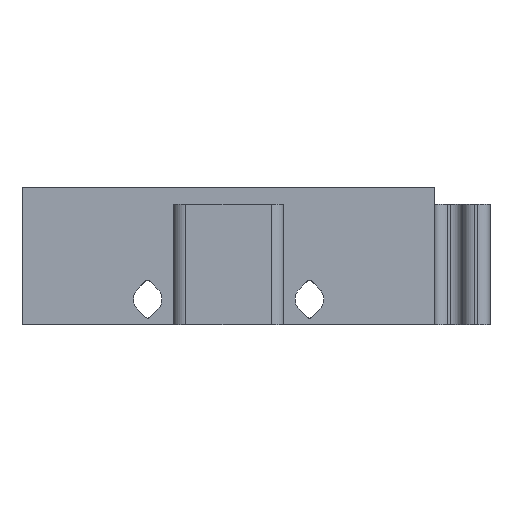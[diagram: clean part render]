
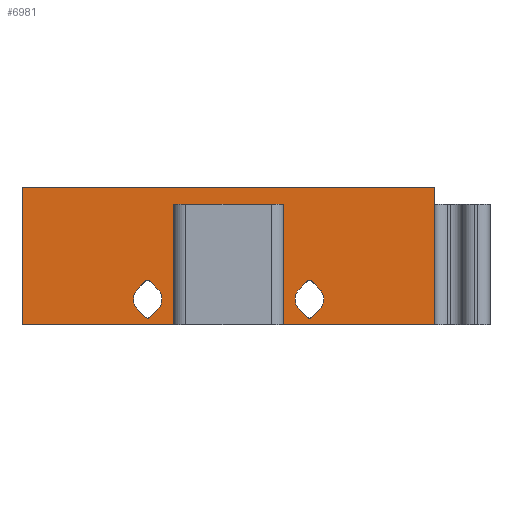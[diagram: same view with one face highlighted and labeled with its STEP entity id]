
A CAD part, front view. The second image highlights one B-rep face of the part: STEP entity #6981.
In plain terms, the highlighted planar face has unit normal (0, -1, 0).
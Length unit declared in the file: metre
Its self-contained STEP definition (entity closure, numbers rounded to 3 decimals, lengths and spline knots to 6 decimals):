
#136=CIRCLE('',#7442,0.0004);
#146=CIRCLE('',#7468,0.002075);
#147=CIRCLE('',#7469,0.0004);
#148=CIRCLE('',#7470,0.002075);
#149=CIRCLE('',#7471,0.0004);
#150=CIRCLE('',#7472,0.002075);
#151=CIRCLE('',#7473,0.002075);
#152=CIRCLE('',#7474,0.0004);
#378=PLANE('',#7467);
#556=LINE('',#10047,#1250);
#700=LINE('',#10529,#1394);
#708=LINE('',#10561,#1402);
#835=LINE('',#10952,#1529);
#836=LINE('',#10957,#1530);
#837=LINE('',#10961,#1531);
#838=LINE('',#10965,#1532);
#839=LINE('',#10968,#1533);
#840=LINE('',#10969,#1534);
#841=LINE('',#10970,#1535);
#842=LINE('',#10972,#1536);
#843=LINE('',#10974,#1537);
#844=LINE('',#10978,#1538);
#845=LINE('',#10979,#1539);
#846=LINE('',#10983,#1540);
#847=LINE('',#10987,#1541);
#1250=VECTOR('',#7824,1.);
#1394=VECTOR('',#8114,1.);
#1402=VECTOR('',#8138,1.);
#1529=VECTOR('',#8487,1.);
#1530=VECTOR('',#8490,1.);
#1531=VECTOR('',#8493,1.);
#1532=VECTOR('',#8496,1.);
#1533=VECTOR('',#8499,1.);
#1534=VECTOR('',#8500,1.);
#1535=VECTOR('',#8501,1.);
#1536=VECTOR('',#8502,1.);
#1537=VECTOR('',#8503,1.);
#1538=VECTOR('',#8506,1.);
#1539=VECTOR('',#8507,1.);
#1540=VECTOR('',#8510,1.);
#1541=VECTOR('',#8513,1.);
#2580=ORIENTED_EDGE('',*,*,#4580,.F.);
#2581=ORIENTED_EDGE('',*,*,#4581,.T.);
#2582=ORIENTED_EDGE('',*,*,#4582,.F.);
#2583=ORIENTED_EDGE('',*,*,#4583,.T.);
#2584=ORIENTED_EDGE('',*,*,#4584,.T.);
#2585=ORIENTED_EDGE('',*,*,#4585,.T.);
#2586=ORIENTED_EDGE('',*,*,#4586,.T.);
#2587=ORIENTED_EDGE('',*,*,#4587,.T.);
#2588=ORIENTED_EDGE('',*,*,#4588,.T.);
#2589=ORIENTED_EDGE('',*,*,#4160,.F.);
#2590=ORIENTED_EDGE('',*,*,#4589,.T.);
#2591=ORIENTED_EDGE('',*,*,#4386,.T.);
#2592=ORIENTED_EDGE('',*,*,#4590,.F.);
#2593=ORIENTED_EDGE('',*,*,#4591,.F.);
#2594=ORIENTED_EDGE('',*,*,#4592,.T.);
#2595=ORIENTED_EDGE('',*,*,#4370,.T.);
#2596=ORIENTED_EDGE('',*,*,#4593,.F.);
#2597=ORIENTED_EDGE('',*,*,#4594,.T.);
#2598=ORIENTED_EDGE('',*,*,#4546,.F.);
#2599=ORIENTED_EDGE('',*,*,#4595,.F.);
#2600=ORIENTED_EDGE('',*,*,#4596,.F.);
#2601=ORIENTED_EDGE('',*,*,#4597,.F.);
#2602=ORIENTED_EDGE('',*,*,#4598,.F.);
#2603=ORIENTED_EDGE('',*,*,#4599,.T.);
#4160=EDGE_CURVE('',#5204,#5205,#556,.F.);
#4370=EDGE_CURVE('',#5399,#5398,#700,.F.);
#4386=EDGE_CURVE('',#5347,#5414,#708,.F.);
#4546=EDGE_CURVE('',#5542,#5543,#136,.F.);
#4580=EDGE_CURVE('',#5568,#5569,#835,.T.);
#4581=EDGE_CURVE('',#5568,#5570,#146,.T.);
#4582=EDGE_CURVE('',#5571,#5570,#836,.T.);
#4583=EDGE_CURVE('',#5571,#5572,#147,.T.);
#4584=EDGE_CURVE('',#5572,#5573,#837,.T.);
#4585=EDGE_CURVE('',#5573,#5574,#148,.T.);
#4586=EDGE_CURVE('',#5574,#5575,#838,.T.);
#4587=EDGE_CURVE('',#5575,#5569,#149,.T.);
#4588=EDGE_CURVE('',#5398,#5205,#839,.T.);
#4589=EDGE_CURVE('',#5204,#5347,#840,.T.);
#4590=EDGE_CURVE('',#5576,#5414,#841,.T.);
#4591=EDGE_CURVE('',#5577,#5576,#842,.T.);
#4592=EDGE_CURVE('',#5577,#5399,#843,.F.);
#4593=EDGE_CURVE('',#5578,#5579,#150,.F.);
#4594=EDGE_CURVE('',#5578,#5543,#844,.T.);
#4595=EDGE_CURVE('',#5580,#5542,#845,.T.);
#4596=EDGE_CURVE('',#5581,#5580,#151,.F.);
#4597=EDGE_CURVE('',#5582,#5581,#846,.T.);
#4598=EDGE_CURVE('',#5583,#5582,#152,.F.);
#4599=EDGE_CURVE('',#5583,#5579,#847,.T.);
#5204=VERTEX_POINT('',#10048);
#5205=VERTEX_POINT('',#10049);
#5347=VERTEX_POINT('',#10427);
#5398=VERTEX_POINT('',#10528);
#5399=VERTEX_POINT('',#10530);
#5414=VERTEX_POINT('',#10560);
#5542=VERTEX_POINT('',#10883);
#5543=VERTEX_POINT('',#10885);
#5568=VERTEX_POINT('',#10953);
#5569=VERTEX_POINT('',#10954);
#5570=VERTEX_POINT('',#10956);
#5571=VERTEX_POINT('',#10958);
#5572=VERTEX_POINT('',#10960);
#5573=VERTEX_POINT('',#10962);
#5574=VERTEX_POINT('',#10964);
#5575=VERTEX_POINT('',#10966);
#5576=VERTEX_POINT('',#10971);
#5577=VERTEX_POINT('',#10973);
#5578=VERTEX_POINT('',#10976);
#5579=VERTEX_POINT('',#10977);
#5580=VERTEX_POINT('',#10980);
#5581=VERTEX_POINT('',#10982);
#5582=VERTEX_POINT('',#10984);
#5583=VERTEX_POINT('',#10986);
#6137=EDGE_LOOP('',(#2580,#2581,#2582,#2583,#2584,#2585,#2586,#2587));
#6138=EDGE_LOOP('',(#2588,#2589,#2590,#2591,#2592,#2593,#2594,#2595));
#6139=EDGE_LOOP('',(#2596,#2597,#2598,#2599,#2600,#2601,#2602,#2603));
#6533=FACE_BOUND('',#6137,.T.);
#6534=FACE_BOUND('',#6138,.T.);
#6535=FACE_BOUND('',#6139,.T.);
#6981=ADVANCED_FACE('',(#6533,#6534,#6535),#378,.F.);
#7442=AXIS2_PLACEMENT_3D('',#10884,#8418,#8419);
#7467=AXIS2_PLACEMENT_3D('',#10951,#8485,#8486);
#7468=AXIS2_PLACEMENT_3D('',#10955,#8488,#8489);
#7469=AXIS2_PLACEMENT_3D('',#10959,#8491,#8492);
#7470=AXIS2_PLACEMENT_3D('',#10963,#8494,#8495);
#7471=AXIS2_PLACEMENT_3D('',#10967,#8497,#8498);
#7472=AXIS2_PLACEMENT_3D('',#10975,#8504,#8505);
#7473=AXIS2_PLACEMENT_3D('',#10981,#8508,#8509);
#7474=AXIS2_PLACEMENT_3D('',#10985,#8511,#8512);
#7824=DIRECTION('',(-1.,0.,0.));
#8114=DIRECTION('',(-1.,0.,0.));
#8138=DIRECTION('',(-1.,0.,0.));
#8418=DIRECTION('',(0.,1.,0.));
#8419=DIRECTION('',(-1.,0.,0.));
#8485=DIRECTION('',(0.,1.,0.));
#8486=DIRECTION('',(-1.,0.,0.));
#8487=DIRECTION('',(0.707,0.,-0.707));
#8488=DIRECTION('',(0.,1.,0.));
#8489=DIRECTION('',(-1.,0.,0.));
#8490=DIRECTION('',(-0.707,0.,-0.707));
#8491=DIRECTION('',(0.,1.,0.));
#8492=DIRECTION('',(-1.,0.,0.));
#8493=DIRECTION('',(0.707,0.,-0.707));
#8494=DIRECTION('',(0.,1.,0.));
#8495=DIRECTION('',(-1.,0.,0.));
#8496=DIRECTION('',(-0.707,0.,-0.707));
#8497=DIRECTION('',(0.,1.,0.));
#8498=DIRECTION('',(-1.,0.,0.));
#8499=DIRECTION('',(0.,0.,1.));
#8500=DIRECTION('',(0.,0.,-1.));
#8501=DIRECTION('',(0.,0.,-1.));
#8502=DIRECTION('',(-1.,0.,0.));
#8503=DIRECTION('',(0.,0.,1.));
#8504=DIRECTION('',(0.,1.,0.));
#8505=DIRECTION('',(-1.,0.,0.));
#8506=DIRECTION('',(-0.707,0.,-0.707));
#8507=DIRECTION('',(0.707,0.,-0.707));
#8508=DIRECTION('',(0.,1.,0.));
#8509=DIRECTION('',(-1.,0.,0.));
#8510=DIRECTION('',(-0.707,0.,-0.707));
#8511=DIRECTION('',(0.,1.,0.));
#8512=DIRECTION('',(-1.,0.,0.));
#8513=DIRECTION('',(0.707,0.,-0.707));
#10047=CARTESIAN_POINT('',(0.617889,1.410025,0.38));
#10048=CARTESIAN_POINT('',(0.51,1.410025,0.38));
#10049=CARTESIAN_POINT('',(0.569975,1.410025,0.38));
#10427=CARTESIAN_POINT('',(0.51,1.410025,0.36));
#10528=CARTESIAN_POINT('',(0.569975,1.410025,0.36));
#10529=CARTESIAN_POINT('',(0.617889,1.410025,0.36));
#10530=CARTESIAN_POINT('',(0.545778,1.410025,0.36));
#10560=CARTESIAN_POINT('',(0.534222,1.410025,0.36));
#10561=CARTESIAN_POINT('',(0.497889,1.410025,0.36));
#10883=CARTESIAN_POINT('',(0.551451,1.410025,0.361082));
#10884=CARTESIAN_POINT('',(0.551733,1.410025,0.361365));
#10885=CARTESIAN_POINT('',(0.552016,1.410025,0.361082));
#10951=CARTESIAN_POINT('',(0.617889,1.410025,0.38));
#10952=CARTESIAN_POINT('',(0.563477,1.410025,0.325588));
#10953=CARTESIAN_POINT('',(0.526799,1.410025,0.362266));
#10954=CARTESIAN_POINT('',(0.527984,1.410025,0.361082));
#10955=CARTESIAN_POINT('',(0.528267,1.410025,0.363733));
#10956=CARTESIAN_POINT('',(0.526799,1.410025,0.365201));
#10957=CARTESIAN_POINT('',(0.579744,1.410025,0.418145));
#10958=CARTESIAN_POINT('',(0.527984,1.410025,0.366385));
#10959=CARTESIAN_POINT('',(0.528267,1.410025,0.366102));
#10960=CARTESIAN_POINT('',(0.528549,1.410025,0.366385));
#10961=CARTESIAN_POINT('',(0.566412,1.410025,0.328523));
#10962=CARTESIAN_POINT('',(0.529734,1.410025,0.365201));
#10963=CARTESIAN_POINT('',(0.528267,1.410025,0.363733));
#10964=CARTESIAN_POINT('',(0.529734,1.410025,0.362266));
#10965=CARTESIAN_POINT('',(0.582678,1.410025,0.415211));
#10966=CARTESIAN_POINT('',(0.528549,1.410025,0.361082));
#10967=CARTESIAN_POINT('',(0.528267,1.410025,0.361365));
#10968=CARTESIAN_POINT('',(0.569975,1.410025,0.38));
#10969=CARTESIAN_POINT('',(0.51,1.410025,0.38));
#10970=CARTESIAN_POINT('',(0.534222,1.410025,0.38));
#10971=CARTESIAN_POINT('',(0.534222,1.410025,0.3775));
#10972=CARTESIAN_POINT('',(0.497889,1.410025,0.3775));
#10973=CARTESIAN_POINT('',(0.545778,1.410025,0.3775));
#10974=CARTESIAN_POINT('',(0.545778,1.410025,0.38));
#10975=CARTESIAN_POINT('',(0.551733,1.410025,0.363733));
#10976=CARTESIAN_POINT('',(0.553201,1.410025,0.362266));
#10977=CARTESIAN_POINT('',(0.553201,1.410025,0.365201));
#10978=CARTESIAN_POINT('',(0.594412,1.410025,0.403477));
#10979=CARTESIAN_POINT('',(0.575211,1.410025,0.337322));
#10980=CARTESIAN_POINT('',(0.550266,1.410025,0.362266));
#10981=CARTESIAN_POINT('',(0.551733,1.410025,0.363733));
#10982=CARTESIAN_POINT('',(0.550266,1.410025,0.365201));
#10983=CARTESIAN_POINT('',(0.591477,1.410025,0.406412));
#10984=CARTESIAN_POINT('',(0.551451,1.410025,0.366385));
#10985=CARTESIAN_POINT('',(0.551733,1.410025,0.366102));
#10986=CARTESIAN_POINT('',(0.552016,1.410025,0.366385));
#10987=CARTESIAN_POINT('',(0.578145,1.410025,0.340256));
